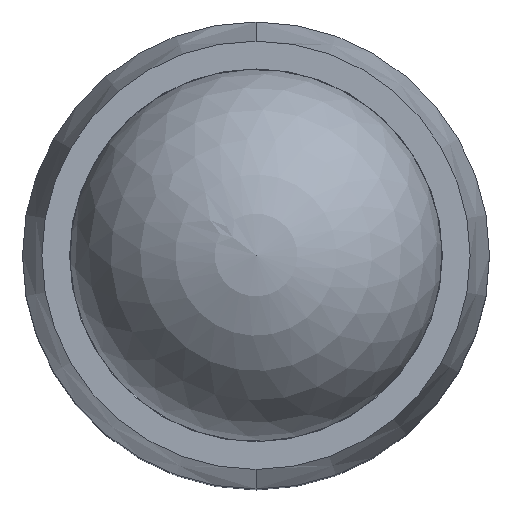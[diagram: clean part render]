
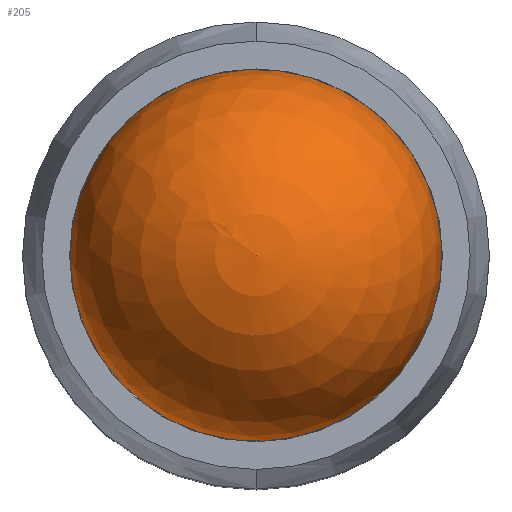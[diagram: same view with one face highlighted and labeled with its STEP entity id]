
A CAD part, top view. The second image highlights one B-rep face of the part: STEP entity #205.
In plain terms, the highlighted spherical face has radius 2.381 mm.
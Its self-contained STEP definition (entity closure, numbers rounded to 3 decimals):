
#17 = CIRCLE ( 'NONE', #161, 2.381 ) ;
#28 = EDGE_LOOP ( 'NONE', ( #528, #517 ) ) ;
#42 = VERTEX_POINT ( 'NONE', #696 ) ;
#61 = CARTESIAN_POINT ( 'NONE',  ( 0., 0., 4.635 ) ) ;
#68 = CARTESIAN_POINT ( 'NONE',  ( 1.894, -1.443, 4.635 ) ) ;
#128 = DIRECTION ( 'NONE',  ( -0.796, 0.606, 0. ) ) ;
#131 = DIRECTION ( 'NONE',  ( 0., 0., -1. ) ) ;
#161 = AXIS2_PLACEMENT_3D ( 'NONE', #665, #131, #320 ) ;
#205 = ADVANCED_FACE ( 'NONE', ( #250 ), #232, .T. ) ;
#232 = SPHERICAL_SURFACE ( 'NONE', #292, 2.381 ) ;
#240 = EDGE_CURVE ( 'NONE', #263, #42, #678, .T. ) ;
#250 = FACE_OUTER_BOUND ( 'NONE', #28, .T. ) ;
#263 = VERTEX_POINT ( 'NONE', #68 ) ;
#277 = EDGE_CURVE ( 'NONE', #42, #263, #17, .T. ) ;
#292 = AXIS2_PLACEMENT_3D ( 'NONE', #308, #718, #781 ) ;
#308 = CARTESIAN_POINT ( 'NONE',  ( 0., 0., 4.635 ) ) ;
#320 = DIRECTION ( 'NONE',  ( -0.796, 0.606, 0. ) ) ;
#330 = AXIS2_PLACEMENT_3D ( 'NONE', #61, #491, #128 ) ;
#491 = DIRECTION ( 'NONE',  ( 0., 0., -1. ) ) ;
#517 = ORIENTED_EDGE ( 'NONE', *, *, #240, .F. ) ;
#528 = ORIENTED_EDGE ( 'NONE', *, *, #277, .F. ) ;
#665 = CARTESIAN_POINT ( 'NONE',  ( 0., 0., 4.635 ) ) ;
#678 = CIRCLE ( 'NONE', #330, 2.381 ) ;
#696 = CARTESIAN_POINT ( 'NONE',  ( -1.894, 1.443, 4.635 ) ) ;
#718 = DIRECTION ( 'NONE',  ( 0., 0., -1. ) ) ;
#781 = DIRECTION ( 'NONE',  ( -0.796, 0.606, 0. ) ) ;
